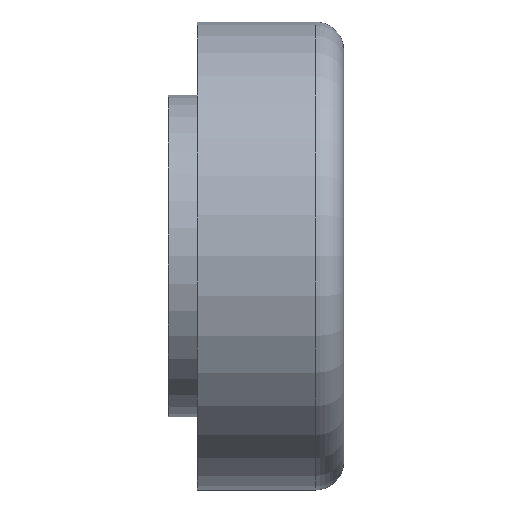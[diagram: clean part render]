
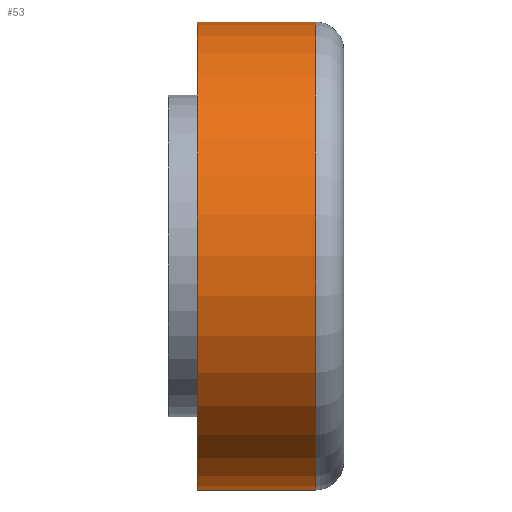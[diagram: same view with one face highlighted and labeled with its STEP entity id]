
A CAD part, top view. The second image highlights one B-rep face of the part: STEP entity #53.
In plain terms, the highlighted cylindrical face has radius 80 mm (diameter 160 mm), a full revolution.
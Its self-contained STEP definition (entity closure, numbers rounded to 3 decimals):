
#53 = ADVANCED_FACE( '', ( #111, #112 ), #113, .T. );
#111 = FACE_OUTER_BOUND( '', #168, .T. );
#112 = FACE_OUTER_BOUND( '', #169, .T. );
#113 = CYLINDRICAL_SURFACE( '', #170, 80. );
#168 = EDGE_LOOP( '', ( #235 ) );
#169 = EDGE_LOOP( '', ( #236 ) );
#170 = AXIS2_PLACEMENT_3D( '', #237, #238, #239 );
#235 = ORIENTED_EDGE( '', *, *, #275, .F. );
#236 = ORIENTED_EDGE( '', *, *, #281, .T. );
#237 = CARTESIAN_POINT( '', ( 60., 0., 0. ) );
#238 = DIRECTION( '', ( -1., 0., 0. ) );
#239 = DIRECTION( '', ( 0., 0., -1. ) );
#275 = EDGE_CURVE( '', #306, #306, #307, .T. );
#281 = EDGE_CURVE( '', #315, #315, #316, .T. );
#306 = VERTEX_POINT( '', #343 );
#307 = CIRCLE( '', #344, 80. );
#315 = VERTEX_POINT( '', #352 );
#316 = CIRCLE( '', #353, 80. );
#343 = CARTESIAN_POINT( '', ( 50.4, 0., -80. ) );
#344 = AXIS2_PLACEMENT_3D( '', #380, #381, #382 );
#352 = CARTESIAN_POINT( '', ( 10., 0., -80. ) );
#353 = AXIS2_PLACEMENT_3D( '', #389, #390, #391 );
#380 = CARTESIAN_POINT( '', ( 50.4, 0., 0. ) );
#381 = DIRECTION( '', ( 1., 0., 0. ) );
#382 = DIRECTION( '', ( 0., 0., -1. ) );
#389 = CARTESIAN_POINT( '', ( 10., 0., 0. ) );
#390 = DIRECTION( '', ( 1., 0., 0. ) );
#391 = DIRECTION( '', ( 0., 0., -1. ) );
